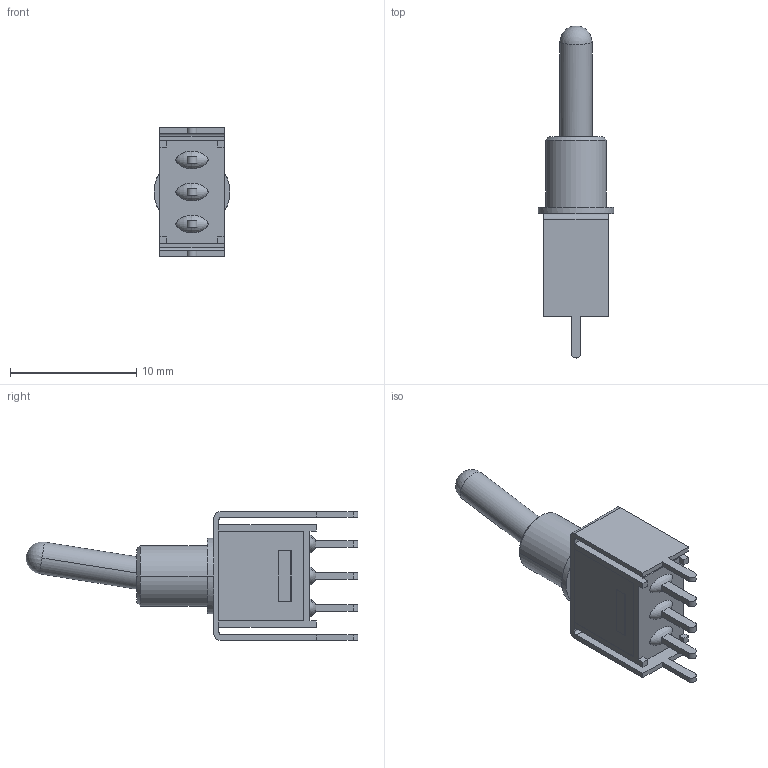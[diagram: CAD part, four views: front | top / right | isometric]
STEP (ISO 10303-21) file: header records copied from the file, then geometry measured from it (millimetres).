
FILE_DESCRIPTION(('STEP AP214'),'1');
FILE_NAME('toggle_switch_2ms1t1b4vs2qes.stp','2024-04-17T07:44:10',('TraceParts'),('TraceParts S.A.'),'Spatial InterOp 3D',' ',' ');
FILE_SCHEMA(('AUTOMOTIVE_DESIGN { 1 0 10303 214 1 1 1 1 }'));
Length unit declared in the file: millimetre
Products named in the file (1): toggle_switch_2ms1t1b4vs2qes
Bounding box: 6 x 26.3 x 10.16 mm (x, y, z)
Volume: 515 mm3; surface area: 700.3 mm2
Topology: 1 solids, 1 shells, 120 faces, 314 edges, 206 vertices
Faces by surface type: plane 96, cylinder 17, cone 3, torus 3, sphere 1
Entity records: 4842 total; most frequent: CARTESIAN_POINT 900, ORIENTED_EDGE 624, DIRECTION 588, EDGE_CURVE 312, LINE 248, VECTOR 248, VERTEX_POINT 206, AXIS2_PLACEMENT_3D 170
